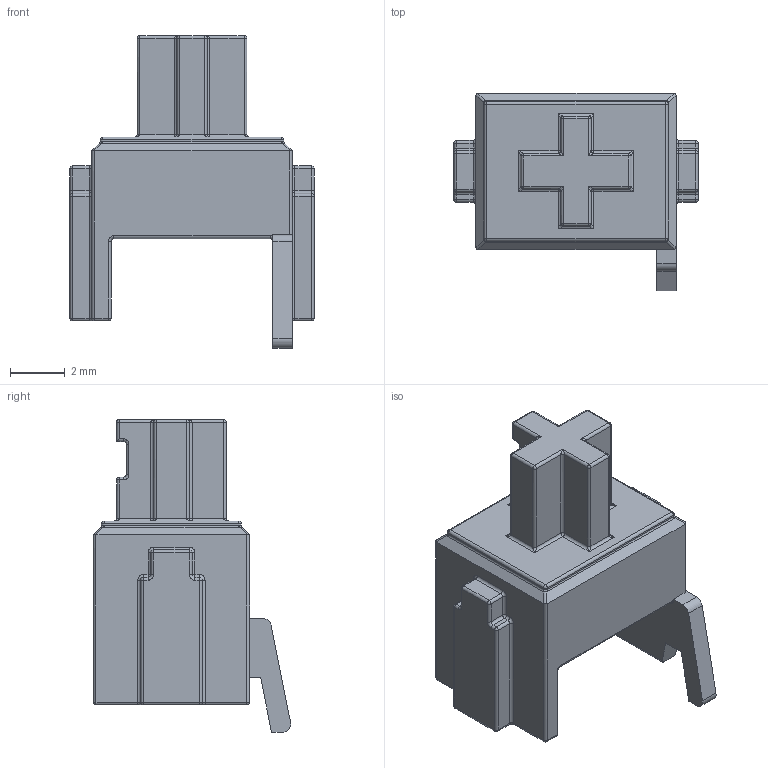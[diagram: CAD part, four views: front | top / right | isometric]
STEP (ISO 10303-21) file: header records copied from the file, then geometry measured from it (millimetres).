
FILE_DESCRIPTION(/* description */ ('STEP AP242 Edition 2','CAx-IF Rec.Pracs.---Representation and Presentation of Product Manufacturing Information (PMI)---4.0---2014-10-13','CAx-IF Rec.Pracs.---3D Tessellated Geometry---0.4---2014-09-14','2;1','CAx-IF Rec.Pracs.---User Defined Attributes---1.5---2016-08-15'),/* implementation_level */ '2;1');
FILE_NAME(/* name */ 'Assembly 1 - Pulsador_4',/* time_stamp */ '2026-01-05T12:41:24Z',/* author */ (''),/* organization */ (''),/* preprocessor_version */ 'ST-DEVELOPER v20',/* originating_system */ 'ONSHAPE BY PTC INC, 1.208',/* authorisation */ ' ');
FILE_SCHEMA (('AP242_MANAGED_MODEL_BASED_3D_ENGINEERING_MIM_LF { 1 0 10303 442 3 1 4 }'));
Length unit declared in the file: millimetre
Products named in the file (1): Pulsador_4
Bounding box: 8.9 x 7.2 x 11.4 mm (x, y, z)
Volume: 189.8 mm3; surface area: 364.1 mm2
Topology: 1 solids, 1 shells, 271 faces, 656 edges, 337 vertices
Faces by surface type: cylinder 132, plane 58, sphere 40, torus 25, bspline 16
Full cylindrical faces by diameter (mm): 4.8 x1
Entity records: 7573 total; most frequent: CARTESIAN_POINT 1640, DIRECTION 1291, ORIENTED_EDGE 1202, EDGE_CURVE 601, AXIS2_PLACEMENT_3D 503, VERTEX_POINT 336, LINE 285, VECTOR 285
